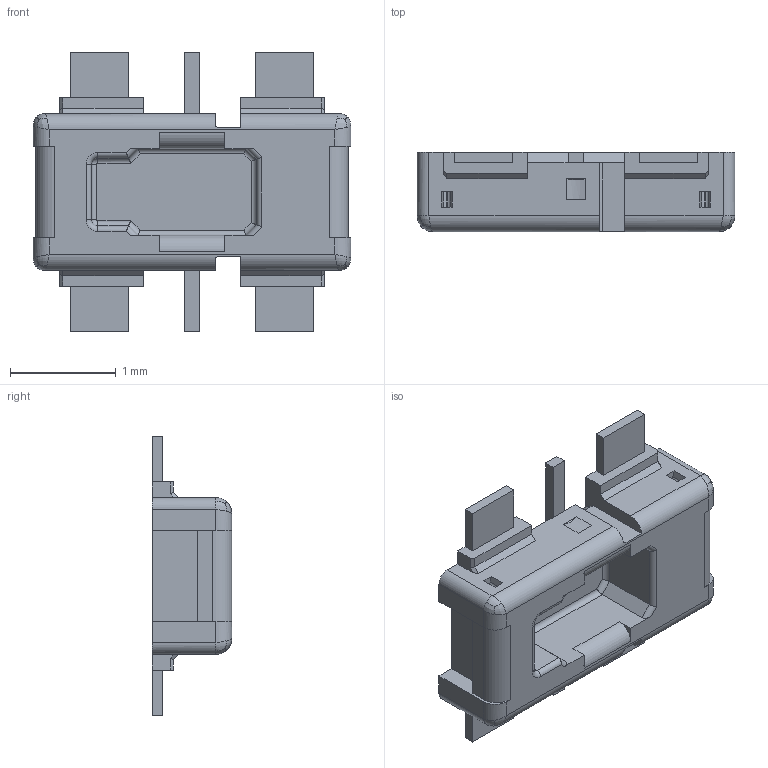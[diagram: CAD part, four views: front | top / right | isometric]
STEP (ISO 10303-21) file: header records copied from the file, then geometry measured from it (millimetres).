
FILE_DESCRIPTION(('Creo Elements/Direct Modeling STEP Export'),'2;1');
FILE_NAME('BM22L-4P-V.stp','2015-01-07T 8:24:32',(''),(''),'Creo Elements/Direct Modeling STEP processor for AP214 (Solid Model)','Creo Elements/Direct Modeling 18.1E 22-Nov-2013 (C) Parametric Technology GmbH','');
FILE_SCHEMA(('AUTOMOTIVE_DESIGN { 1 0 10303 214 1 1 1 1 }'));
Length unit declared in the file: millimetre
Products named in the file (1): BM22L-4P-V
Bounding box: 3 x 0.75 x 2.64 mm (x, y, z)
Volume: 2.5 mm3; surface area: 22.1 mm2
Topology: 1 solids, 1 shells, 207 faces, 540 edges, 346 vertices
Faces by surface type: plane 139, cylinder 52, bspline 12, torus 4
Entity records: 7356 total; most frequent: CARTESIAN_POINT 2314, ORIENTED_EDGE 1080, DIRECTION 968, EDGE_CURVE 540, VECTOR 416, LINE 416, VERTEX_POINT 346, AXIS2_PLACEMENT_3D 276
